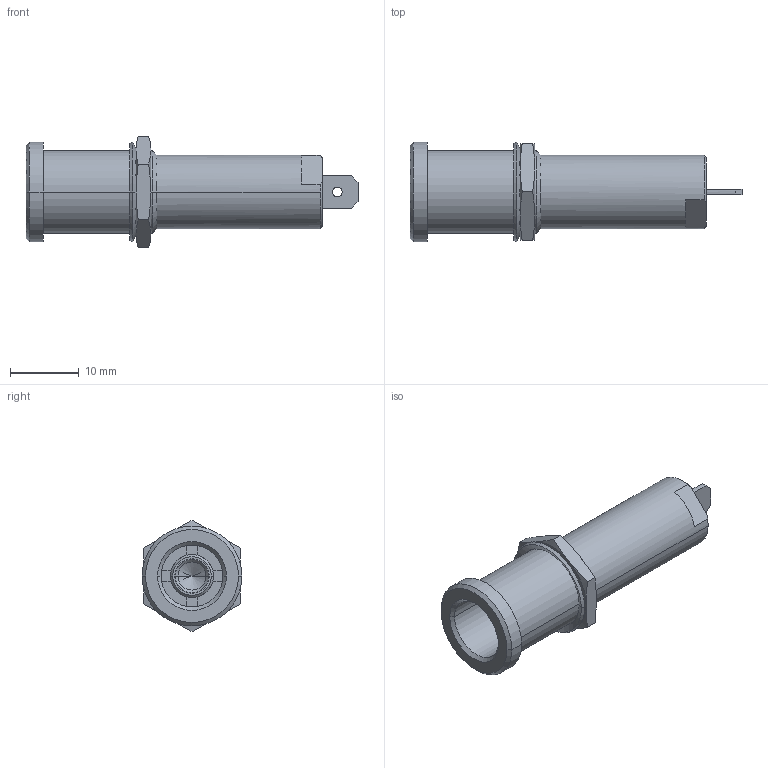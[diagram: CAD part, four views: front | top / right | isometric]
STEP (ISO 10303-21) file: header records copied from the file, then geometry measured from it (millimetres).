
FILE_DESCRIPTION((''),'2;1');
FILE_NAME('3125_HSEB_MIT_MUTTER_ASM','2015-09-18T',('irzi'),(''),'PRO/ENGINEER BY PARAMETRIC TECHNOLOGY CORPORATION, 2015110','PRO/ENGINEER BY PARAMETRIC TECHNOLOGY CORPORATION, 2015110','');
FILE_SCHEMA(('CONFIG_CONTROL_DESIGN'));
Length unit declared in the file: millimetre
Products named in the file (1): 3125_HSEB_MIT_MUTTER_ASM
Bounding box: 48.2 x 14.5 x 16.17 mm (x, y, z)
Surface area: 4792.1 mm2 (no closed solid volume)
Topology: 0 solids, 4 shells, 185 faces, 478 edges, 303 vertices
Faces by surface type: plane 111, cone 44, cylinder 28, torus 2
Entity records: 6424 total; most frequent: CARTESIAN_POINT 1179, ORIENTED_EDGE 952, DIRECTION 934, EDGE_CURVE 476, VECTOR 314, LINE 314, AXIS2_PLACEMENT_3D 310, VERTEX_POINT 303
